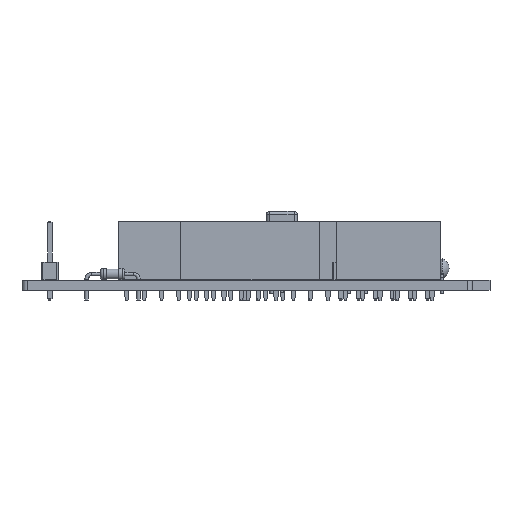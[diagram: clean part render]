
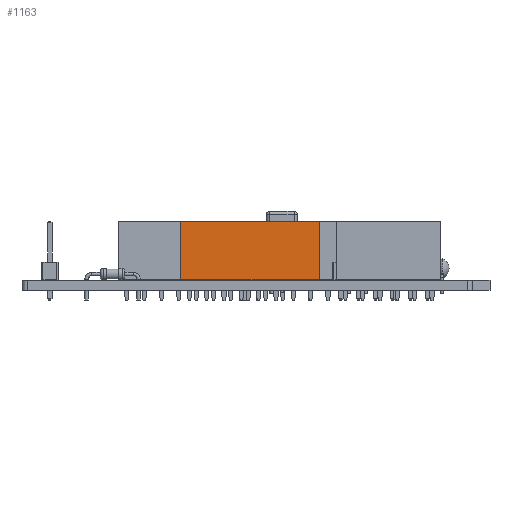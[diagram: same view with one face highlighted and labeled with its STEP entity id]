
A CAD part, front view. The second image highlights one B-rep face of the part: STEP entity #1163.
In plain terms, the highlighted face is planar.
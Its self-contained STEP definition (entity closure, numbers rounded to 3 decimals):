
#140 = VERTEX_POINT('',#141);
#141 = CARTESIAN_POINT('',(-1.27,-19.05,0.));
#149 = EDGE_CURVE('',#140,#150,#152,.T.);
#150 = VERTEX_POINT('',#151);
#151 = CARTESIAN_POINT('',(-1.27,-19.05,8.5));
#152 = LINE('',#153,#154);
#153 = CARTESIAN_POINT('',(-1.27,-19.05,0.));
#154 = VECTOR('',#155,1.);
#155 = DIRECTION('',(0.,0.,1.));
#212 = VERTEX_POINT('',#213);
#213 = CARTESIAN_POINT('',(-1.27,1.27,8.5));
#219 = EDGE_CURVE('',#220,#212,#222,.T.);
#220 = VERTEX_POINT('',#221);
#221 = CARTESIAN_POINT('',(-1.27,1.27,0.));
#222 = LINE('',#223,#224);
#223 = CARTESIAN_POINT('',(-1.27,1.27,0.));
#224 = VECTOR('',#225,1.);
#225 = DIRECTION('',(0.,0.,1.));
#284 = EDGE_CURVE('',#212,#150,#285,.T.);
#285 = LINE('',#286,#287);
#286 = CARTESIAN_POINT('',(-1.27,1.27,8.5));
#287 = VECTOR('',#288,1.);
#288 = DIRECTION('',(0.,-1.,0.));
#579 = EDGE_CURVE('',#220,#140,#580,.T.);
#580 = LINE('',#581,#582);
#581 = CARTESIAN_POINT('',(-1.27,1.27,0.));
#582 = VECTOR('',#583,1.);
#583 = DIRECTION('',(0.,-1.,0.));
#1163 = ADVANCED_FACE('',(#1164),#1170,.F.);
#1164 = FACE_BOUND('',#1165,.F.);
#1165 = EDGE_LOOP('',(#1166,#1167,#1168,#1169));
#1166 = ORIENTED_EDGE('',*,*,#219,.T.);
#1167 = ORIENTED_EDGE('',*,*,#284,.T.);
#1168 = ORIENTED_EDGE('',*,*,#149,.F.);
#1169 = ORIENTED_EDGE('',*,*,#579,.F.);
#1170 = PLANE('',#1171);
#1171 = AXIS2_PLACEMENT_3D('',#1172,#1173,#1174);
#1172 = CARTESIAN_POINT('',(-1.27,1.27,0.));
#1173 = DIRECTION('',(1.,0.,0.));
#1174 = DIRECTION('',(0.,-1.,0.));
